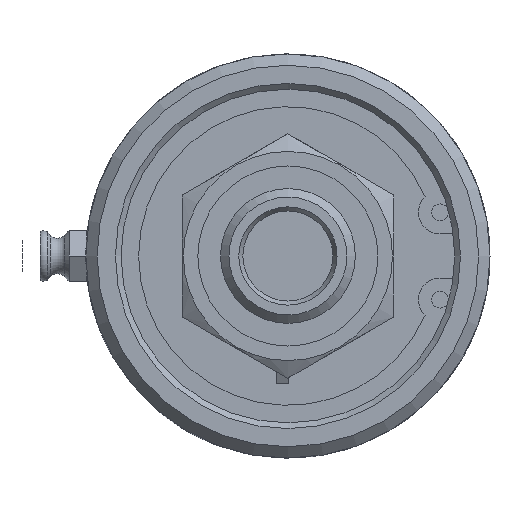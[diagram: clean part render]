
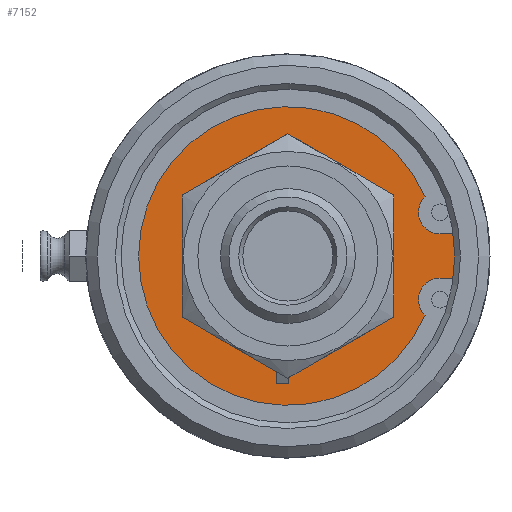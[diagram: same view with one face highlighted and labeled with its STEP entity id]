
A CAD part, left-side view. The second image highlights one B-rep face of the part: STEP entity #7152.
In plain terms, the highlighted planar face has unit normal (-1, 0, 0).
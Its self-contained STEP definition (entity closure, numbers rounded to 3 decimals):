
#113=FACE_BOUND('',#1962,.T.);
#1051=CIRCLE('',#7517,13.9);
#1052=CIRCLE('',#7518,13.9);
#1061=CIRCLE('',#7533,3.048);
#1062=CIRCLE('',#7535,3.048);
#1063=CIRCLE('',#7537,21.057);
#1119=CIRCLE('',#7640,25.375);
#1512=FACE_OUTER_BOUND('',#1961,.T.);
#1961=EDGE_LOOP('',(#6478,#6479,#6480,#6481,#6482,#6483));
#1962=EDGE_LOOP('',(#6484,#6485,#6486,#6487,#6488));
#2302=LINE('',#15785,#2701);
#2310=LINE('',#15814,#2709);
#2312=LINE('',#15818,#2711);
#2332=LINE('',#15983,#2731);
#2337=LINE('',#16001,#2736);
#2701=VECTOR('',#8502,10.);
#2709=VECTOR('',#8532,10.);
#2711=VECTOR('',#8536,10.);
#2731=VECTOR('',#8660,10.);
#2736=VECTOR('',#8675,10.);
#3328=VERTEX_POINT('',#15783);
#3329=VERTEX_POINT('',#15784);
#3339=VERTEX_POINT('',#15813);
#3340=VERTEX_POINT('',#15817);
#3377=VERTEX_POINT('',#15954);
#3387=VERTEX_POINT('',#15980);
#3388=VERTEX_POINT('',#15982);
#3392=VERTEX_POINT('',#15998);
#3393=VERTEX_POINT('',#16000);
#3394=VERTEX_POINT('',#16004);
#3395=VERTEX_POINT('',#16008);
#4277=EDGE_CURVE('',#3328,#3329,#2302,.T.);
#4291=EDGE_CURVE('',#3339,#3328,#2310,.T.);
#4293=EDGE_CURVE('',#3340,#3339,#2312,.T.);
#4346=EDGE_CURVE('',#3377,#3340,#1051,.T.);
#4348=EDGE_CURVE('',#3329,#3377,#1052,.T.);
#4359=EDGE_CURVE('',#3388,#3387,#2332,.T.);
#4367=EDGE_CURVE('',#3393,#3392,#2337,.T.);
#4369=EDGE_CURVE('',#3394,#3388,#1061,.T.);
#4371=EDGE_CURVE('',#3392,#3395,#1062,.T.);
#4373=EDGE_CURVE('',#3395,#3394,#1063,.T.);
#4473=EDGE_CURVE('',#3387,#3393,#1119,.T.);
#6478=ORIENTED_EDGE('',*,*,#4359,.T.);
#6479=ORIENTED_EDGE('',*,*,#4473,.T.);
#6480=ORIENTED_EDGE('',*,*,#4367,.T.);
#6481=ORIENTED_EDGE('',*,*,#4371,.T.);
#6482=ORIENTED_EDGE('',*,*,#4373,.T.);
#6483=ORIENTED_EDGE('',*,*,#4369,.T.);
#6484=ORIENTED_EDGE('',*,*,#4277,.T.);
#6485=ORIENTED_EDGE('',*,*,#4348,.T.);
#6486=ORIENTED_EDGE('',*,*,#4346,.T.);
#6487=ORIENTED_EDGE('',*,*,#4293,.T.);
#6488=ORIENTED_EDGE('',*,*,#4291,.T.);
#6781=PLANE('',#7639);
#7152=ADVANCED_FACE('',(#1512,#113),#6781,.F.);
#7517=AXIS2_PLACEMENT_3D('',#15955,#8636,#8637);
#7518=AXIS2_PLACEMENT_3D('',#15957,#8639,#8640);
#7533=AXIS2_PLACEMENT_3D('',#16005,#8679,#8680);
#7535=AXIS2_PLACEMENT_3D('',#16009,#8684,#8685);
#7537=AXIS2_PLACEMENT_3D('',#16012,#8689,#8690);
#7639=AXIS2_PLACEMENT_3D('',#16233,#8935,#8936);
#7640=AXIS2_PLACEMENT_3D('',#16234,#8937,#8938);
#8502=DIRECTION('',(0.,0.,1.));
#8532=DIRECTION('',(0.,1.,0.));
#8536=DIRECTION('',(0.,0.,-1.));
#8636=DIRECTION('center_axis',(1.,0.,0.));
#8637=DIRECTION('ref_axis',(0.,1.,0.));
#8639=DIRECTION('center_axis',(1.,0.,0.));
#8640=DIRECTION('ref_axis',(0.,1.,0.));
#8660=DIRECTION('',(0.,-1.,0.));
#8675=DIRECTION('',(0.,1.,0.));
#8679=DIRECTION('center_axis',(1.,0.,0.));
#8680=DIRECTION('ref_axis',(0.,0.,1.));
#8684=DIRECTION('center_axis',(1.,0.,0.));
#8685=DIRECTION('ref_axis',(0.,-0.961,0.276));
#8689=DIRECTION('center_axis',(-1.,0.,0.));
#8690=DIRECTION('ref_axis',(0.,0.,-1.));
#8935=DIRECTION('center_axis',(1.,0.,0.));
#8936=DIRECTION('ref_axis',(0.,0.,-1.));
#8937=DIRECTION('center_axis',(-1.,0.,0.));
#8938=DIRECTION('ref_axis',(0.,1.,0.));
#15783=CARTESIAN_POINT('',(3.978,1.625,-17.999));
#15784=CARTESIAN_POINT('',(3.978,1.625,-13.805));
#15785=CARTESIAN_POINT('',(3.978,1.625,-7.765));
#15813=CARTESIAN_POINT('',(3.978,-0.075,-17.999));
#15814=CARTESIAN_POINT('',(3.978,10.268,-17.999));
#15817=CARTESIAN_POINT('',(3.978,-0.075,-13.9));
#15818=CARTESIAN_POINT('',(3.978,-0.075,-7.765));
#15954=CARTESIAN_POINT('',(3.978,-13.9,0.));
#15955=CARTESIAN_POINT('Origin',(3.978,0.,0.));
#15957=CARTESIAN_POINT('Origin',(3.978,0.,0.));
#15980=CARTESIAN_POINT('',(3.978,-25.184,-3.112));
#15982=CARTESIAN_POINT('',(3.978,-21.461,-3.112));
#15983=CARTESIAN_POINT('',(3.978,-3.137,-3.112));
#15998=CARTESIAN_POINT('',(3.978,-21.461,3.112));
#16000=CARTESIAN_POINT('',(3.978,-25.184,3.112));
#16001=CARTESIAN_POINT('',(3.978,-1.275,3.112));
#16004=CARTESIAN_POINT('',(3.978,-19.334,-8.343));
#16005=CARTESIAN_POINT('Origin',(3.978,-21.461,-6.16));
#16008=CARTESIAN_POINT('',(3.978,-19.334,8.343));
#16009=CARTESIAN_POINT('Origin',(3.978,-21.461,6.16));
#16012=CARTESIAN_POINT('Origin',(3.978,0.,0.));
#16233=CARTESIAN_POINT('Origin',(3.978,18.91,0.));
#16234=CARTESIAN_POINT('Origin',(3.978,0.,0.));
